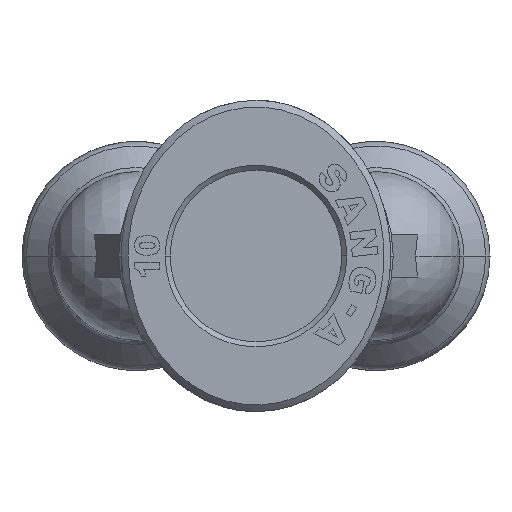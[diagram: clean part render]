
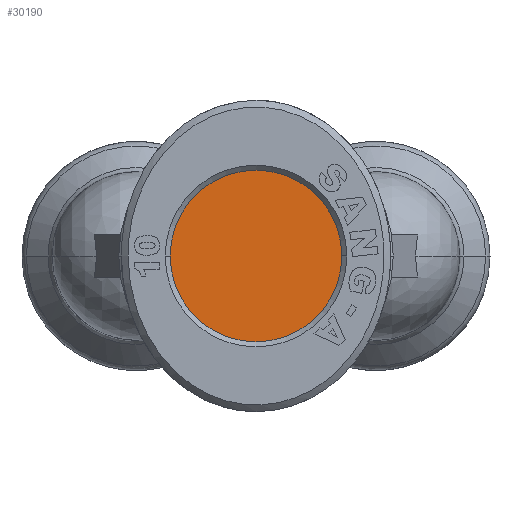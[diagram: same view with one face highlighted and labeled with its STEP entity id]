
A CAD part, front view. The second image highlights one B-rep face of the part: STEP entity #30190.
In plain terms, the highlighted face is planar.
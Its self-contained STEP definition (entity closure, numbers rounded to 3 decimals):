
#1383=CARTESIAN_POINT('',(-7.672,0.,12.2));
#1384=VERTEX_POINT('',#1383);
#1393=CARTESIAN_POINT('',(-7.672,0.,2.));
#1394=VERTEX_POINT('',#1393);
#1395=CARTESIAN_POINT('',(-7.672,0.,7.1));
#1396=DIRECTION('',(1.0,0.0,0.0));
#1397=DIRECTION('',(0.0,0.0,1.0));
#1398=AXIS2_PLACEMENT_3D('',#1395,#1396,#1397);
#1399=CIRCLE('',#1398,5.1);
#1400=EDGE_CURVE('',#1384,#1394,#1399,.T.);
#30171=CARTESIAN_POINT('',(-7.672,0.,7.1));
#30172=DIRECTION('',(1.0,0.0,0.0));
#30173=DIRECTION('',(0.0,0.0,1.0));
#30174=AXIS2_PLACEMENT_3D('',#30171,#30172,#30173);
#30175=CIRCLE('',#30174,5.1);
#30176=EDGE_CURVE('',#1394,#1384,#30175,.T.);
#30181=CARTESIAN_POINT('',(-7.672,0.,7.1));
#30182=DIRECTION('',(1.0,0.0,0.0));
#30183=DIRECTION('',(0.0,0.0,1.0));
#30184=AXIS2_PLACEMENT_3D('',#30181,#30182,#30183);
#30185=PLANE('',#30184);
#30186=ORIENTED_EDGE('',*,*,#1400,.F.);
#30187=ORIENTED_EDGE('',*,*,#30176,.F.);
#30188=EDGE_LOOP('',(#30186,#30187));
#30189=FACE_OUTER_BOUND('',#30188,.T.);
#30190=ADVANCED_FACE('',(#30189),#30185,.F.);
